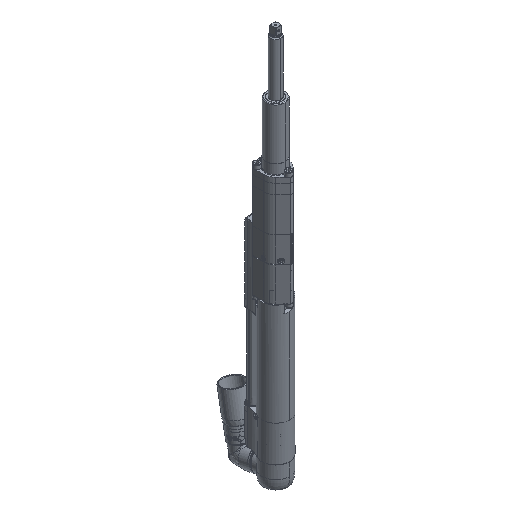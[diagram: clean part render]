
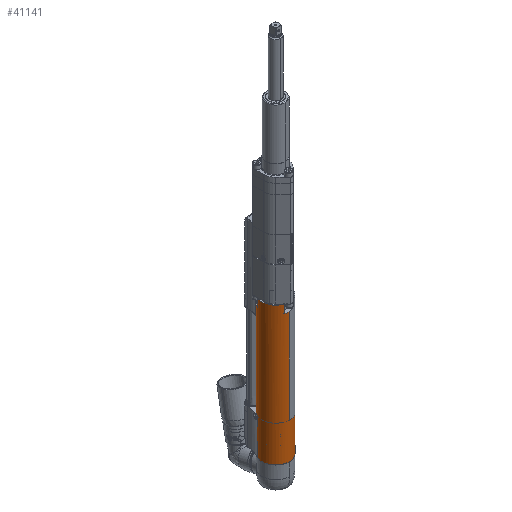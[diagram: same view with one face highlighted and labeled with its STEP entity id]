
A CAD part, isometric view. The second image highlights one B-rep face of the part: STEP entity #41141.
In plain terms, the highlighted cylindrical face has radius 21 mm (diameter 42 mm), a partial arc.
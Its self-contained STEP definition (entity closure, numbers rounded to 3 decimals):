
#4749=CARTESIAN_POINT('',(0.,0.,13.));
#4750=DIRECTION('',(0.,0.,-1.));
#4751=DIRECTION('',(-0.905,0.426,0.));
#4752=AXIS2_PLACEMENT_3D('',#4749,#4750,#4751);
#4764=CARTESIAN_POINT('',(0.,0.,13.));
#4765=DIRECTION('',(0.,0.,-1.));
#4766=DIRECTION('',(-0.459,0.889,0.));
#4767=AXIS2_PLACEMENT_3D('',#4764,#4765,#4766);
#4895=DIRECTION('',(0.,0.,1.));
#4896=VECTOR('',#4895,13.);
#4897=CARTESIAN_POINT('',(-8.944,19.,0.));
#4898=LINE('',#4897,#4896);
#4899=CARTESIAN_POINT('',(0.,0.,13.));
#4900=DIRECTION('',(0.,0.,1.));
#4901=DIRECTION('',(-0.905,0.426,0.));
#4902=AXIS2_PLACEMENT_3D('',#4899,#4900,#4901);
#4904=CARTESIAN_POINT('',(18.418,10.088,-198.5));
#4905=CARTESIAN_POINT('',(18.729,9.521,-198.674));
#4906=CARTESIAN_POINT('',(19.275,8.399,-199.009));
#4907=CARTESIAN_POINT('',(19.894,6.795,-199.378));
#4908=CARTESIAN_POINT('',(20.216,5.712,-199.5));
#4909=CARTESIAN_POINT('',(20.352,5.175,-199.5));
#4911=CARTESIAN_POINT('',(0.,0.,-199.5));
#4912=DIRECTION('',(0.,0.,-1.));
#4913=DIRECTION('',(0.969,0.246,0.));
#4914=AXIS2_PLACEMENT_3D('',#4911,#4912,#4913);
#4916=CARTESIAN_POINT('',(-20.352,5.175,-199.5));
#4917=CARTESIAN_POINT('',(-20.214,5.72,-199.5));
#4918=CARTESIAN_POINT('',(-19.889,6.815,
-199.376));
#4919=CARTESIAN_POINT('',(-19.249,8.459,
-198.992));
#4920=CARTESIAN_POINT('',(-18.715,9.546,
-198.667));
#4921=CARTESIAN_POINT('',(-18.418,10.088,-198.5));
#4923=DIRECTION('',(0.,0.,1.));
#4924=VECTOR('',#4923,54.);
#4925=CARTESIAN_POINT('',(-18.418,10.088,-198.5));
#4926=LINE('',#4925,#4924);
#4927=CARTESIAN_POINT('',(0.,0.,-144.5));
#4928=DIRECTION('',(0.,0.,1.));
#4929=DIRECTION('',(0.,1.,0.));
#4930=AXIS2_PLACEMENT_3D('',#4927,#4928,#4929);
#4936=CARTESIAN_POINT('',(0.,0.,0.));
#4937=DIRECTION('',(0.,0.,-1.));
#4938=DIRECTION('',(-0.426,0.905,0.));
#4939=AXIS2_PLACEMENT_3D('',#4936,#4937,#4938);
#4961=CARTESIAN_POINT('',(0.,0.,0.));
#4962=DIRECTION('',(0.,0.,-1.));
#4963=DIRECTION('',(-0.889,0.459,0.));
#4964=AXIS2_PLACEMENT_3D('',#4961,#4962,#4963);
#4976=CARTESIAN_POINT('',(0.,0.,0.));
#4977=DIRECTION('',(0.,0.,-1.));
#4978=DIRECTION('',(0.,-1.,0.));
#4979=AXIS2_PLACEMENT_3D('',#4976,#4977,#4978);
#4985=DIRECTION('',(0.,0.,-1.));
#4986=VECTOR('',#4985,1.5);
#4987=CARTESIAN_POINT('',(0.,21.,0.));
#4988=LINE('',#4987,#4986);
#4999=DIRECTION('',(0.,0.,-1.));
#5000=VECTOR('',#4999,138.);
#5001=CARTESIAN_POINT('',(0.,21.,-6.5));
#5002=LINE('',#5001,#5000);
#5008=CARTESIAN_POINT('',(0.,0.,-144.5));
#5009=DIRECTION('',(0.,0.,-1.));
#5010=DIRECTION('',(0.877,0.48,0.));
#5011=AXIS2_PLACEMENT_3D('',#5008,#5009,#5010);
#5013=DIRECTION('',(0.,0.,1.));
#5014=VECTOR('',#5013,144.5);
#5015=CARTESIAN_POINT('',(0.,-21.,-144.5));
#5016=LINE('',#5015,#5014);
#5940=CARTESIAN_POINT('',(0.,21.,-1.5));
#5941=CARTESIAN_POINT('',(-0.431,21.,-1.5));
#5942=CARTESIAN_POINT('',(-1.296,20.971,
-1.727));
#5943=CARTESIAN_POINT('',(-2.264,20.881,
-2.685));
#5944=CARTESIAN_POINT('',(-2.616,20.836,
-3.997));
#5945=CARTESIAN_POINT('',(-2.27,20.88,
-5.304));
#5946=CARTESIAN_POINT('',(-1.305,20.97,
-6.269));
#5947=CARTESIAN_POINT('',(-0.435,21.,-6.5));
#5948=CARTESIAN_POINT('',(0.,21.,-6.5));
#6534=DIRECTION('',(0.,0.,1.));
#6535=VECTOR('',#6534,54.);
#6536=CARTESIAN_POINT('',(18.418,10.088,-198.5));
#6537=LINE('',#6536,#6535);
#14086=DIRECTION('',(0.,0.,1.));
#14087=VECTOR('',#14086,13.);
#14088=CARTESIAN_POINT('',(-6.422,-19.994,0.));
#14089=LINE('',#14088,#14087);
#14118=CARTESIAN_POINT('',(0.,0.,13.));
#14119=DIRECTION('',(0.,0.,-1.));
#14120=DIRECTION('',(-0.306,-0.952,0.));
#14121=AXIS2_PLACEMENT_3D('',#14118,#14119,#14120);
#14279=DIRECTION('',(0.,0.,1.));
#14280=VECTOR('',#14279,13.);
#14281=CARTESIAN_POINT('',(-9.63,18.662,0.));
#14282=LINE('',#14281,#14280);
#14283=DIRECTION('',(0.,0.,-1.));
#14284=VECTOR('',#14283,13.);
#14285=CARTESIAN_POINT('',(-18.662,9.63,13.));
#14286=LINE('',#14285,#14284);
#26309=VERTEX_POINT('',#5940);
#26310=VERTEX_POINT('',#5948);
#26311=CARTESIAN_POINT('',(0.,21.,0.));
#26312=VERTEX_POINT('',#26311);
#27787=CARTESIAN_POINT('',(-18.418,10.088,-198.5));
#27789=VERTEX_POINT('',#27787);
#27801=CARTESIAN_POINT('',(-20.352,5.175,-199.5));
#27802=VERTEX_POINT('',#27801);
#27803=CARTESIAN_POINT('',(20.352,5.175,-199.5));
#27805=VERTEX_POINT('',#27803);
#27843=VERTEX_POINT('',#4904);
#28035=CARTESIAN_POINT('',(-6.422,-19.994,13.));
#28036=CARTESIAN_POINT('',(-7.11,-19.76,13.));
#28037=VERTEX_POINT('',#28035);
#28038=VERTEX_POINT('',#28036);
#28039=CARTESIAN_POINT('',(-19.,8.944,13.));
#28040=CARTESIAN_POINT('',(-18.662,9.63,13.));
#28041=VERTEX_POINT('',#28039);
#28042=VERTEX_POINT('',#28040);
#28043=CARTESIAN_POINT('',(-9.63,18.662,13.));
#28044=CARTESIAN_POINT('',(-8.944,19.,13.));
#28045=VERTEX_POINT('',#28043);
#28046=VERTEX_POINT('',#28044);
#31026=CARTESIAN_POINT('',(0.,21.,-144.5));
#31027=CARTESIAN_POINT('',(-18.418,10.088,-144.5));
#31028=VERTEX_POINT('',#31026);
#31029=VERTEX_POINT('',#31027);
#31030=CARTESIAN_POINT('',(18.418,10.088,-144.5));
#31031=CARTESIAN_POINT('',(0.,-21.,-144.5));
#31032=VERTEX_POINT('',#31030);
#31033=VERTEX_POINT('',#31031);
#31042=CARTESIAN_POINT('',(0.,-21.,0.));
#31043=VERTEX_POINT('',#31042);
#31094=CARTESIAN_POINT('',(-8.944,19.,0.));
#31096=VERTEX_POINT('',#31094);
#31101=CARTESIAN_POINT('',(-9.63,18.662,0.));
#31102=CARTESIAN_POINT('',(-18.662,9.63,0.));
#31103=VERTEX_POINT('',#31101);
#31104=VERTEX_POINT('',#31102);
#31105=CARTESIAN_POINT('',(-6.422,-19.994,0.));
#31107=VERTEX_POINT('',#31105);
#41093=CARTESIAN_POINT('',(0.,0.,-147.39));
#41094=DIRECTION('',(0.,0.,1.));
#41095=DIRECTION('',(0.,1.,0.));
#41096=AXIS2_PLACEMENT_3D('',#41093,#41094,#41095);
#41097=CYLINDRICAL_SURFACE('',#41096,21.);
#41099=ORIENTED_EDGE('',*,*,#41098,.F.);
#41100=ORIENTED_EDGE('',*,*,#34201,.T.);
#41101=ORIENTED_EDGE('',*,*,#40897,.F.);
#41103=ORIENTED_EDGE('',*,*,#41102,.F.);
#41105=ORIENTED_EDGE('',*,*,#41104,.F.);
#41107=ORIENTED_EDGE('',*,*,#41106,.F.);
#41108=ORIENTED_EDGE('',*,*,#40891,.F.);
#41110=ORIENTED_EDGE('',*,*,#41109,.T.);
#41112=ORIENTED_EDGE('',*,*,#41111,.F.);
#41114=ORIENTED_EDGE('',*,*,#41113,.F.);
#41116=ORIENTED_EDGE('',*,*,#41115,.F.);
#41118=ORIENTED_EDGE('',*,*,#41117,.F.);
#41120=ORIENTED_EDGE('',*,*,#41119,.F.);
#41122=ORIENTED_EDGE('',*,*,#41121,.F.);
#41124=ORIENTED_EDGE('',*,*,#41123,.T.);
#41126=ORIENTED_EDGE('',*,*,#41125,.T.);
#41128=ORIENTED_EDGE('',*,*,#41127,.T.);
#41130=ORIENTED_EDGE('',*,*,#41129,.T.);
#41132=ORIENTED_EDGE('',*,*,#41131,.F.);
#41134=ORIENTED_EDGE('',*,*,#41133,.F.);
#41136=ORIENTED_EDGE('',*,*,#41135,.F.);
#41138=ORIENTED_EDGE('',*,*,#41137,.F.);
#41139=EDGE_LOOP('',(#41099,#41100,#41101,#41103,#41105,#41107,#41108,#41110,
#41112,#41114,#41116,#41118,#41120,#41122,#41124,#41126,#41128,#41130,#41132,
#41134,#41136,#41138));
#41140=FACE_OUTER_BOUND('',#41139,.F.);
#4753=CIRCLE('',#4752,21.);
#4768=CIRCLE('',#4767,21.);
#4903=CIRCLE('',#4902,21.);
#4910=B_SPLINE_CURVE_WITH_KNOTS('',3,(#4904,#4905,#4906,#4907,#4908,#4909),
.UNSPECIFIED.,.F.,.F.,(4,1,1,4),(0.,0.333,0.667,1.),
.UNSPECIFIED.);
#4915=CIRCLE('',#4914,21.);
#4922=B_SPLINE_CURVE_WITH_KNOTS('',3,(#4916,#4917,#4918,#4919,#4920,#4921),
.UNSPECIFIED.,.F.,.F.,(4,1,1,4),(0.,0.333,0.667,1.),
.UNSPECIFIED.);
#4931=CIRCLE('',#4930,21.);
#4940=CIRCLE('',#4939,21.);
#4965=CIRCLE('',#4964,21.);
#4980=CIRCLE('',#4979,21.);
#5012=CIRCLE('',#5011,21.);
#5949=B_SPLINE_CURVE_WITH_KNOTS('',3,(#5940,#5941,#5942,#5943,#5944,#5945,#5946,
#5947,#5948),.UNSPECIFIED.,.F.,.F.,(4,1,1,1,1,1,4),(0.,0.167,
0.333,0.5,0.667,0.833,1.),
.UNSPECIFIED.);
#14122=CIRCLE('',#14121,21.);
#34201=EDGE_CURVE('',#31096,#28046,#4898,.T.);
#40891=EDGE_CURVE('',#28041,#28042,#4753,.T.);
#40897=EDGE_CURVE('',#28045,#28046,#4768,.T.);
#41098=EDGE_CURVE('',#31096,#26312,#4940,.T.);
#41102=EDGE_CURVE('',#31103,#28045,#14282,.T.);
#41104=EDGE_CURVE('',#31104,#31103,#4965,.T.);
#41106=EDGE_CURVE('',#28042,#31104,#14286,.T.);
#41109=EDGE_CURVE('',#28041,#28038,#4903,.T.);
#41111=EDGE_CURVE('',#28037,#28038,#14122,.T.);
#41113=EDGE_CURVE('',#31107,#28037,#14089,.T.);
#41115=EDGE_CURVE('',#31043,#31107,#4980,.T.);
#41117=EDGE_CURVE('',#31033,#31043,#5016,.T.);
#41119=EDGE_CURVE('',#31032,#31033,#5012,.T.);
#41121=EDGE_CURVE('',#27843,#31032,#6537,.T.);
#41123=EDGE_CURVE('',#27843,#27805,#4910,.T.);
#41125=EDGE_CURVE('',#27805,#27802,#4915,.T.);
#41127=EDGE_CURVE('',#27802,#27789,#4922,.T.);
#41129=EDGE_CURVE('',#27789,#31029,#4926,.T.);
#41131=EDGE_CURVE('',#31028,#31029,#4931,.T.);
#41133=EDGE_CURVE('',#26310,#31028,#5002,.T.);
#41135=EDGE_CURVE('',#26309,#26310,#5949,.T.);
#41137=EDGE_CURVE('',#26312,#26309,#4988,.T.);
#41141=ADVANCED_FACE('',(#41140),#41097,.T.);
